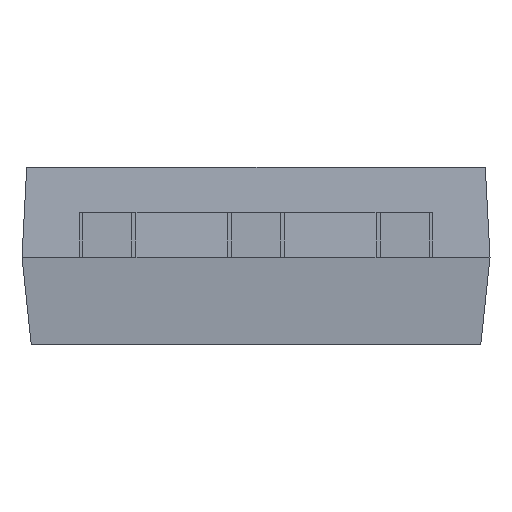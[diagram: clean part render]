
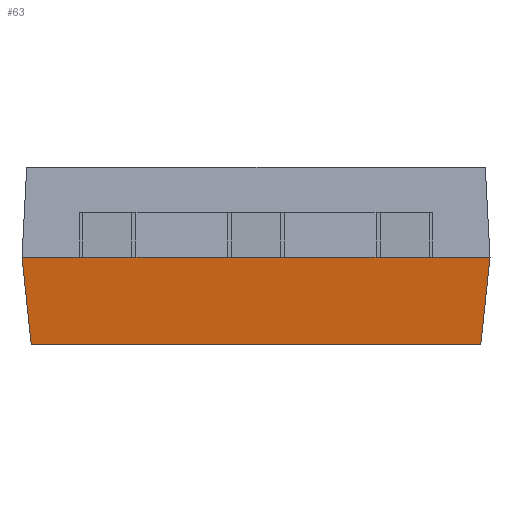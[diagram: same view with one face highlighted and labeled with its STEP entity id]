
A CAD part, front view. The second image highlights one B-rep face of the part: STEP entity #63.
In plain terms, the highlighted face is planar.
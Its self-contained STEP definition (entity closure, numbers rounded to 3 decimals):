
#20 = EDGE_CURVE ( 'NONE', #492, #375, #462, .T. ) ;
#21 = CARTESIAN_POINT ( 'NONE',  ( -1.69, -0.2, 0. ) ) ;
#39 = VECTOR ( 'NONE', #1214, 1000. ) ;
#53 = DIRECTION ( 'NONE',  ( 1., 0., 0. ) ) ;
#59 = CARTESIAN_POINT ( 'NONE',  ( -1.48, -0.2, 0. ) ) ;
#63 = ADVANCED_FACE ( 'NONE', ( #397 ), #1009, .T. ) ;
#98 = VECTOR ( 'NONE', #1035, 1000. ) ;
#133 = CARTESIAN_POINT ( 'NONE',  ( 0.52, -0.2, 0. ) ) ;
#162 = CARTESIAN_POINT ( 'NONE',  ( -1.48, -0.2, 0. ) ) ;
#203 = DIRECTION ( 'NONE',  ( 0., -0.105, -0.995 ) ) ;
#235 = DIRECTION ( 'NONE',  ( 1., 0., 0. ) ) ;
#252 = EDGE_CURVE ( 'NONE', #1386, #492, #1980, .T. ) ;
#295 = LINE ( 'NONE', #162, #955 ) ;
#333 = EDGE_CURVE ( 'NONE', #1854, #1952, #576, .T. ) ;
#339 = ORIENTED_EDGE ( 'NONE', *, *, #1431, .T. ) ;
#375 = VERTEX_POINT ( 'NONE', #1840 ) ;
#397 = FACE_OUTER_BOUND ( 'NONE', #813, .T. ) ;
#462 = LINE ( 'NONE', #133, #39 ) ;
#466 = VERTEX_POINT ( 'NONE', #1381 ) ;
#492 = VERTEX_POINT ( 'NONE', #1876 ) ;
#549 = LINE ( 'NONE', #1040, #1575 ) ;
#553 = EDGE_CURVE ( 'NONE', #1393, #466, #1147, .T. ) ;
#576 = LINE ( 'NONE', #1189, #98 ) ;
#617 = ORIENTED_EDGE ( 'NONE', *, *, #333, .T. ) ;
#653 = VECTOR ( 'NONE', #1803, 1000. ) ;
#677 = ORIENTED_EDGE ( 'NONE', *, *, #840, .T. ) ;
#706 = CARTESIAN_POINT ( 'NONE',  ( -1.48, -0.2, 0. ) ) ;
#801 = DIRECTION ( 'NONE',  ( 1., 0., 0. ) ) ;
#802 = CARTESIAN_POINT ( 'NONE',  ( -3.458, -0.178, 0.206 ) ) ;
#813 = EDGE_LOOP ( 'NONE', ( #617, #339, #979, #1699, #677, #1144, #1188, #1603, #828, #896 ) ) ;
#815 = VECTOR ( 'NONE', #1766, 1000. ) ;
#828 = ORIENTED_EDGE ( 'NONE', *, *, #252, .F. ) ;
#840 = EDGE_CURVE ( 'NONE', #1493, #1393, #295, .T. ) ;
#865 = CARTESIAN_POINT ( 'NONE',  ( -0.42, -0.2, 0. ) ) ;
#880 = EDGE_CURVE ( 'NONE', #1386, #1854, #931, .T. ) ;
#896 = ORIENTED_EDGE ( 'NONE', *, *, #880, .T. ) ;
#923 = DIRECTION ( 'NONE',  ( -0.104, -0.104, -0.989 ) ) ;
#931 = LINE ( 'NONE', #802, #1110 ) ;
#955 = VECTOR ( 'NONE', #1533, 1000. ) ;
#979 = ORIENTED_EDGE ( 'NONE', *, *, #1720, .T. ) ;
#991 = CARTESIAN_POINT ( 'NONE',  ( -2.96, -0.2, 0. ) ) ;
#999 = CARTESIAN_POINT ( 'NONE',  ( -2.54, -0.2, 0. ) ) ;
#1009 = PLANE ( 'NONE',  #1725 ) ;
#1035 = DIRECTION ( 'NONE',  ( 1., 0., 0. ) ) ;
#1040 = CARTESIAN_POINT ( 'NONE',  ( -1.48, -0.2, 0. ) ) ;
#1063 = VERTEX_POINT ( 'NONE', #999 ) ;
#1072 = VECTOR ( 'NONE', #53, 1000. ) ;
#1110 = VECTOR ( 'NONE', #923, 1000. ) ;
#1144 = ORIENTED_EDGE ( 'NONE', *, *, #553, .T. ) ;
#1147 = LINE ( 'NONE', #1789, #1072 ) ;
#1161 = CARTESIAN_POINT ( 'NONE',  ( -1.48, -0.2, 0. ) ) ;
#1188 = ORIENTED_EDGE ( 'NONE', *, *, #1293, .T. ) ;
#1189 = CARTESIAN_POINT ( 'NONE',  ( -1.48, -0.2, 0. ) ) ;
#1214 = DIRECTION ( 'NONE',  ( 0.104, -0.104, -0.989 ) ) ;
#1217 = VERTEX_POINT ( 'NONE', #21 ) ;
#1248 = CARTESIAN_POINT ( 'NONE',  ( -3.48, -0.2, 0. ) ) ;
#1257 = CARTESIAN_POINT ( 'NONE',  ( -1.48, -0.2, 0. ) ) ;
#1276 = LINE ( 'NONE', #1257, #815 ) ;
#1293 = EDGE_CURVE ( 'NONE', #466, #375, #1767, .T. ) ;
#1381 = CARTESIAN_POINT ( 'NONE',  ( 0., -0.2, 0. ) ) ;
#1386 = VERTEX_POINT ( 'NONE', #1596 ) ;
#1393 = VERTEX_POINT ( 'NONE', #865 ) ;
#1431 = EDGE_CURVE ( 'NONE', #1952, #1063, #549, .T. ) ;
#1437 = VECTOR ( 'NONE', #801, 1000. ) ;
#1493 = VERTEX_POINT ( 'NONE', #1638 ) ;
#1533 = DIRECTION ( 'NONE',  ( 1., 0., 0. ) ) ;
#1575 = VECTOR ( 'NONE', #1775, 1000. ) ;
#1596 = CARTESIAN_POINT ( 'NONE',  ( -3.401, -0.121, 0.75 ) ) ;
#1603 = ORIENTED_EDGE ( 'NONE', *, *, #20, .F. ) ;
#1627 = LINE ( 'NONE', #1161, #1922 ) ;
#1638 = CARTESIAN_POINT ( 'NONE',  ( -1.27, -0.2, 0. ) ) ;
#1699 = ORIENTED_EDGE ( 'NONE', *, *, #1972, .T. ) ;
#1720 = EDGE_CURVE ( 'NONE', #1063, #1217, #1627, .T. ) ;
#1725 = AXIS2_PLACEMENT_3D ( 'NONE', #706, #1950, #203 ) ;
#1766 = DIRECTION ( 'NONE',  ( 1., 0., 0. ) ) ;
#1767 = LINE ( 'NONE', #59, #1437 ) ;
#1775 = DIRECTION ( 'NONE',  ( 1., 0., 0. ) ) ;
#1789 = CARTESIAN_POINT ( 'NONE',  ( -1.48, -0.2, 0. ) ) ;
#1803 = DIRECTION ( 'NONE',  ( 1., 0., 0. ) ) ;
#1814 = CARTESIAN_POINT ( 'NONE',  ( -1.48, -0.121, 0.75 ) ) ;
#1840 = CARTESIAN_POINT ( 'NONE',  ( 0.52, -0.2, 0. ) ) ;
#1854 = VERTEX_POINT ( 'NONE', #1248 ) ;
#1876 = CARTESIAN_POINT ( 'NONE',  ( 0.441, -0.121, 0.75 ) ) ;
#1922 = VECTOR ( 'NONE', #235, 1000. ) ;
#1950 = DIRECTION ( 'NONE',  ( 0., -0.995, 0.105 ) ) ;
#1952 = VERTEX_POINT ( 'NONE', #991 ) ;
#1972 = EDGE_CURVE ( 'NONE', #1217, #1493, #1276, .T. ) ;
#1980 = LINE ( 'NONE', #1814, #653 ) ;
